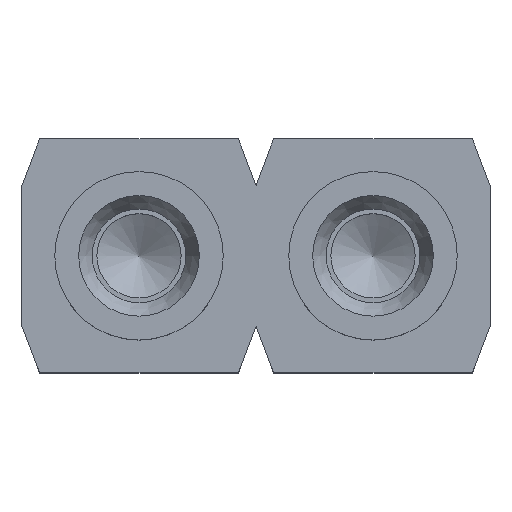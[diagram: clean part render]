
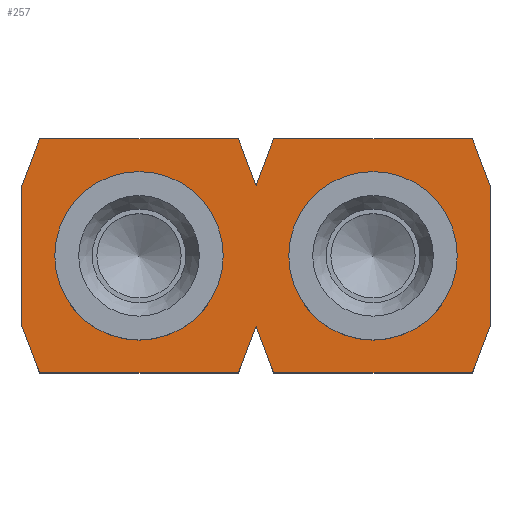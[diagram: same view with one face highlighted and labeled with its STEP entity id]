
A CAD part, top view. The second image highlights one B-rep face of the part: STEP entity #257.
In plain terms, the highlighted planar face has unit normal (0, 0, 1).
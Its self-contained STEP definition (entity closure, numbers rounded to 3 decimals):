
#22 = VERTEX_POINT('',#23);
#23 = CARTESIAN_POINT('',(-2.35,1.27,2.57));
#31 = EDGE_CURVE('',#32,#22,#34,.T.);
#32 = VERTEX_POINT('',#33);
#33 = CARTESIAN_POINT('',(-0.191,1.27,2.57));
#34 = LINE('',#35,#36);
#35 = CARTESIAN_POINT('',(2.54,1.27,2.57));
#36 = VECTOR('',#37,1.);
#37 = DIRECTION('',(-1.,0.,0.));
#62 = VERTEX_POINT('',#63);
#63 = CARTESIAN_POINT('',(0.191,1.27,2.57));
#71 = EDGE_CURVE('',#72,#62,#74,.T.);
#72 = VERTEX_POINT('',#73);
#73 = CARTESIAN_POINT('',(2.35,1.27,2.57));
#74 = LINE('',#75,#76);
#75 = CARTESIAN_POINT('',(2.54,1.27,2.57));
#76 = VECTOR('',#77,1.);
#77 = DIRECTION('',(-1.,0.,0.));
#102 = VERTEX_POINT('',#103);
#103 = CARTESIAN_POINT('',(-2.54,0.762,2.57));
#120 = VERTEX_POINT('',#121);
#121 = CARTESIAN_POINT('',(-2.54,-0.762,2.57));
#127 = EDGE_CURVE('',#102,#120,#128,.T.);
#128 = LINE('',#129,#130);
#129 = CARTESIAN_POINT('',(-2.54,1.27,2.57));
#130 = VECTOR('',#131,1.);
#131 = DIRECTION('',(0.,-1.,0.));
#142 = VERTEX_POINT('',#143);
#143 = CARTESIAN_POINT('',(2.35,-1.27,2.57));
#151 = EDGE_CURVE('',#152,#142,#154,.T.);
#152 = VERTEX_POINT('',#153);
#153 = CARTESIAN_POINT('',(0.191,-1.27,2.57));
#154 = LINE('',#155,#156);
#155 = CARTESIAN_POINT('',(-2.54,-1.27,2.57));
#156 = VECTOR('',#157,1.);
#157 = DIRECTION('',(1.,0.,0.));
#182 = VERTEX_POINT('',#183);
#183 = CARTESIAN_POINT('',(-0.191,-1.27,2.57));
#191 = EDGE_CURVE('',#192,#182,#194,.T.);
#192 = VERTEX_POINT('',#193);
#193 = CARTESIAN_POINT('',(-2.35,-1.27,2.57));
#194 = LINE('',#195,#196);
#195 = CARTESIAN_POINT('',(-2.54,-1.27,2.57));
#196 = VECTOR('',#197,1.);
#197 = DIRECTION('',(1.,0.,0.));
#222 = VERTEX_POINT('',#223);
#223 = CARTESIAN_POINT('',(2.54,0.762,2.57));
#231 = EDGE_CURVE('',#232,#222,#234,.T.);
#232 = VERTEX_POINT('',#233);
#233 = CARTESIAN_POINT('',(2.54,-0.762,2.57));
#234 = LINE('',#235,#236);
#235 = CARTESIAN_POINT('',(2.54,-1.27,2.57));
#236 = VECTOR('',#237,1.);
#237 = DIRECTION('',(0.,1.,0.));
#257 = ADVANCED_FACE('',(#258,#269,#280),#340,.T.);
#258 = FACE_BOUND('',#259,.T.);
#259 = EDGE_LOOP('',(#260));
#260 = ORIENTED_EDGE('',*,*,#261,.F.);
#261 = EDGE_CURVE('',#262,#262,#264,.T.);
#262 = VERTEX_POINT('',#263);
#263 = CARTESIAN_POINT('',(-0.61,0.,2.57));
#264 = CIRCLE('',#265,0.66);
#265 = AXIS2_PLACEMENT_3D('',#266,#267,#268);
#266 = CARTESIAN_POINT('',(-1.27,0.,2.57));
#267 = DIRECTION('',(0.,0.,1.));
#268 = DIRECTION('',(1.,0.,0.));
#269 = FACE_BOUND('',#270,.T.);
#270 = EDGE_LOOP('',(#271));
#271 = ORIENTED_EDGE('',*,*,#272,.F.);
#272 = EDGE_CURVE('',#273,#273,#275,.T.);
#273 = VERTEX_POINT('',#274);
#274 = CARTESIAN_POINT('',(1.93,0.,2.57));
#275 = CIRCLE('',#276,0.66);
#276 = AXIS2_PLACEMENT_3D('',#277,#278,#279);
#277 = CARTESIAN_POINT('',(1.27,0.,2.57));
#278 = DIRECTION('',(0.,0.,1.));
#279 = DIRECTION('',(1.,0.,0.));
#280 = FACE_BOUND('',#281,.T.);
#281 = EDGE_LOOP('',(#282,#283,#289,#290,#296,#297,#305,#311,#312,#318,
    #319,#325,#326,#334));
#282 = ORIENTED_EDGE('',*,*,#31,.T.);
#283 = ORIENTED_EDGE('',*,*,#284,.T.);
#284 = EDGE_CURVE('',#22,#102,#285,.T.);
#285 = LINE('',#286,#287);
#286 = CARTESIAN_POINT('',(-2.791,0.094,2.57));
#287 = VECTOR('',#288,1.);
#288 = DIRECTION('',(-0.351,-0.936,0.
    ));
#289 = ORIENTED_EDGE('',*,*,#127,.T.);
#290 = ORIENTED_EDGE('',*,*,#291,.T.);
#291 = EDGE_CURVE('',#120,#192,#292,.T.);
#292 = LINE('',#293,#294);
#293 = CARTESIAN_POINT('',(-2.791,-0.094,2.57));
#294 = VECTOR('',#295,1.);
#295 = DIRECTION('',(0.351,-0.936,0.)
  );
#296 = ORIENTED_EDGE('',*,*,#191,.T.);
#297 = ORIENTED_EDGE('',*,*,#298,.T.);
#298 = EDGE_CURVE('',#182,#299,#301,.T.);
#299 = VERTEX_POINT('',#300);
#300 = CARTESIAN_POINT('',(0.,-0.762,2.57));
#301 = LINE('',#302,#303);
#302 = CARTESIAN_POINT('',(-0.063,-0.929,2.57));
#303 = VECTOR('',#304,1.);
#304 = DIRECTION('',(0.351,0.936,0.));
#305 = ORIENTED_EDGE('',*,*,#306,.T.);
#306 = EDGE_CURVE('',#299,#152,#307,.T.);
#307 = LINE('',#308,#309);
#308 = CARTESIAN_POINT('',(-0.564,0.741,2.57));
#309 = VECTOR('',#310,1.);
#310 = DIRECTION('',(0.351,-0.936,0.)
  );
#311 = ORIENTED_EDGE('',*,*,#151,.T.);
#312 = ORIENTED_EDGE('',*,*,#313,.T.);
#313 = EDGE_CURVE('',#142,#232,#314,.T.);
#314 = LINE('',#315,#316);
#315 = CARTESIAN_POINT('',(2.164,-1.764,2.57));
#316 = VECTOR('',#317,1.);
#317 = DIRECTION('',(0.351,0.936,0.));
#318 = ORIENTED_EDGE('',*,*,#231,.T.);
#319 = ORIENTED_EDGE('',*,*,#320,.T.);
#320 = EDGE_CURVE('',#222,#72,#321,.T.);
#321 = LINE('',#322,#323);
#322 = CARTESIAN_POINT('',(2.164,1.764,2.57));
#323 = VECTOR('',#324,1.);
#324 = DIRECTION('',(-0.351,0.936,0.)
  );
#325 = ORIENTED_EDGE('',*,*,#71,.T.);
#326 = ORIENTED_EDGE('',*,*,#327,.T.);
#327 = EDGE_CURVE('',#62,#328,#330,.T.);
#328 = VERTEX_POINT('',#329);
#329 = CARTESIAN_POINT('',(0.,0.762,2.57));
#330 = LINE('',#331,#332);
#331 = CARTESIAN_POINT('',(-0.564,-0.741,2.57));
#332 = VECTOR('',#333,1.);
#333 = DIRECTION('',(-0.351,-0.936,0.
    ));
#334 = ORIENTED_EDGE('',*,*,#335,.T.);
#335 = EDGE_CURVE('',#328,#32,#336,.T.);
#336 = LINE('',#337,#338);
#337 = CARTESIAN_POINT('',(-0.063,0.929,2.57));
#338 = VECTOR('',#339,1.);
#339 = DIRECTION('',(-0.351,0.936,0.)
  );
#340 = PLANE('',#341);
#341 = AXIS2_PLACEMENT_3D('',#342,#343,#344);
#342 = CARTESIAN_POINT('',(-2.54,0.,2.57));
#343 = DIRECTION('',(0.,0.,1.));
#344 = DIRECTION('',(0.,-1.,0.));
